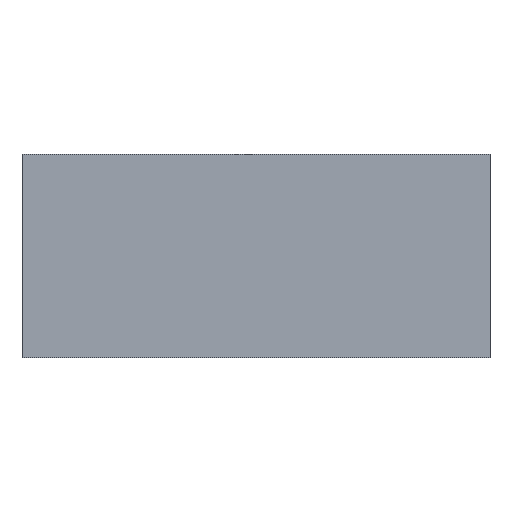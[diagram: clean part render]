
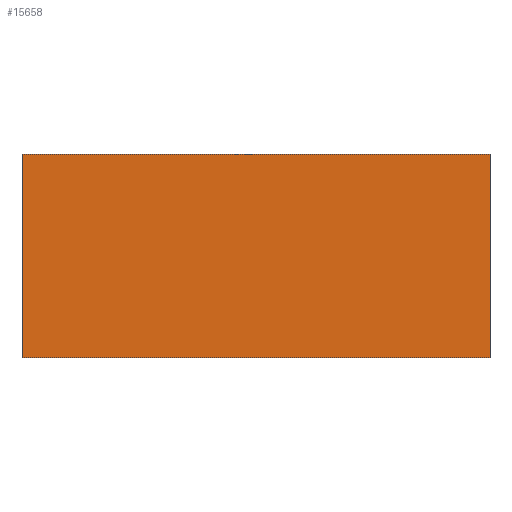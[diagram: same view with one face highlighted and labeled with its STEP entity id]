
A CAD part, front view. The second image highlights one B-rep face of the part: STEP entity #15658.
In plain terms, the highlighted planar face has unit normal (0, -1, 0).
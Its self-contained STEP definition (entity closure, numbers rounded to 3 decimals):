
#696=PLANE('',#16762);
#1402=FACE_OUTER_BOUND('',#2203,.T.);
#2203=EDGE_LOOP('',(#13747,#13748,#13749,#13750));
#3672=LINE('',#25112,#5440);
#3809=LINE('',#25674,#5577);
#3810=LINE('',#25676,#5578);
#3811=LINE('',#25677,#5579);
#5440=VECTOR('',#19655,10.);
#5577=VECTOR('',#20272,10.);
#5578=VECTOR('',#20273,10.);
#5579=VECTOR('',#20274,10.);
#7481=VERTEX_POINT('',#25109);
#7482=VERTEX_POINT('',#25111);
#7667=VERTEX_POINT('',#25673);
#7668=VERTEX_POINT('',#25675);
#9564=EDGE_CURVE('',#7481,#7482,#3672,.T.);
#9845=EDGE_CURVE('',#7481,#7667,#3809,.T.);
#9846=EDGE_CURVE('',#7667,#7668,#3810,.T.);
#9847=EDGE_CURVE('',#7482,#7668,#3811,.T.);
#13747=ORIENTED_EDGE('',*,*,#9564,.F.);
#13748=ORIENTED_EDGE('',*,*,#9845,.T.);
#13749=ORIENTED_EDGE('',*,*,#9846,.T.);
#13750=ORIENTED_EDGE('',*,*,#9847,.F.);
#15658=ADVANCED_FACE('',(#1402),#696,.T.);
#16762=AXIS2_PLACEMENT_3D('',#25672,#20270,#20271);
#19655=DIRECTION('',(0.,0.,1.));
#20270=DIRECTION('center_axis',(0.,-1.,0.));
#20271=DIRECTION('ref_axis',(1.,0.,0.));
#20272=DIRECTION('',(1.,0.,0.));
#20273=DIRECTION('',(0.,0.,1.));
#20274=DIRECTION('',(1.,0.,0.));
#25109=CARTESIAN_POINT('',(-57.5,-98.,0.));
#25111=CARTESIAN_POINT('',(-57.5,-98.,50.));
#25112=CARTESIAN_POINT('',(-57.5,-98.,0.));
#25672=CARTESIAN_POINT('Origin',(-57.5,-98.,0.));
#25673=CARTESIAN_POINT('',(57.5,-98.,0.));
#25674=CARTESIAN_POINT('',(-57.5,-98.,0.));
#25675=CARTESIAN_POINT('',(57.5,-98.,50.));
#25676=CARTESIAN_POINT('',(57.5,-98.,0.));
#25677=CARTESIAN_POINT('',(-57.5,-98.,50.));
